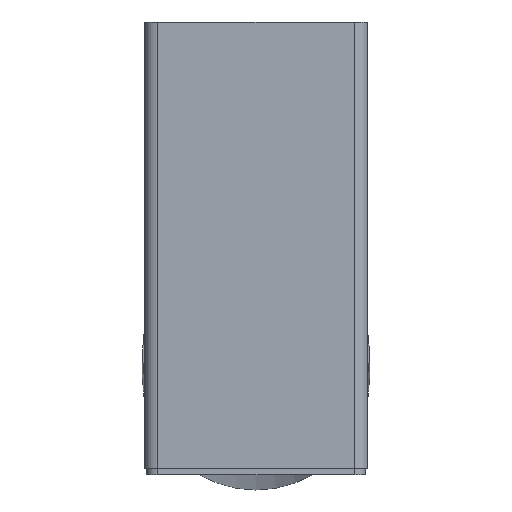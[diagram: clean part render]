
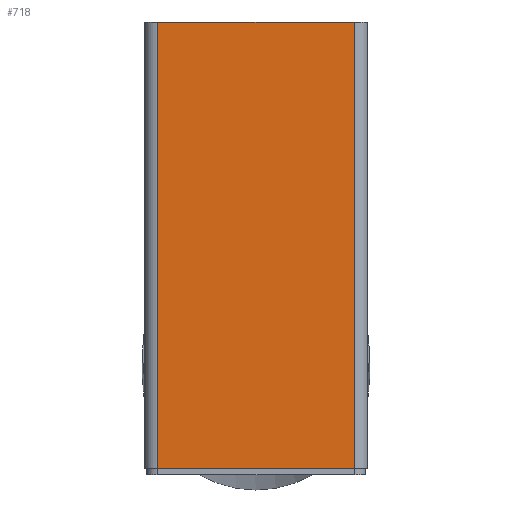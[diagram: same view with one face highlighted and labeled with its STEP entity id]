
A CAD part, front view. The second image highlights one B-rep face of the part: STEP entity #718.
In plain terms, the highlighted planar face has unit normal (0, -1, 0).
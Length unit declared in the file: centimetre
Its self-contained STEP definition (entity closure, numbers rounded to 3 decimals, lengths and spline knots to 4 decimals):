
#118=FACE_OUTER_BOUND('',#165,.T.);
#165=EDGE_LOOP('',(#498,#499,#500,#501));
#233=VERTEX_POINT('',#1484);
#236=VERTEX_POINT('',#1489);
#237=VERTEX_POINT('',#1493);
#238=VERTEX_POINT('',#1495);
#336=EDGE_CURVE('',#236,#233,#792,.T.);
#337=EDGE_CURVE('',#237,#233,#793,.T.);
#338=EDGE_CURVE('',#238,#236,#794,.T.);
#339=EDGE_CURVE('',#237,#238,#795,.T.);
#498=ORIENTED_EDGE('',*,*,#337,.T.);
#499=ORIENTED_EDGE('',*,*,#336,.F.);
#500=ORIENTED_EDGE('',*,*,#338,.F.);
#501=ORIENTED_EDGE('',*,*,#339,.F.);
#685=PLANE('',#955);
#718=ADVANCED_FACE('',(#118),#685,.T.);
#792=LINE('',#1491,#872);
#793=LINE('',#1494,#873);
#794=LINE('',#1496,#874);
#795=LINE('',#1497,#875);
#872=VECTOR('',#1116,1.);
#873=VECTOR('',#1119,1.);
#874=VECTOR('',#1120,1.);
#875=VECTOR('',#1121,1.);
#955=AXIS2_PLACEMENT_3D('',#1492,#1117,#1118);
#1116=DIRECTION('',(0.,0.,-1.));
#1117=DIRECTION('center_axis',(0.,-1.,0.));
#1118=DIRECTION('ref_axis',(0.,0.,-1.));
#1119=DIRECTION('',(1.,0.,0.));
#1120=DIRECTION('',(1.,0.,0.));
#1121=DIRECTION('',(0.,0.,1.));
#1484=CARTESIAN_POINT('',(44.,-50.,0.));
#1489=CARTESIAN_POINT('',(44.,-50.,200.));
#1491=CARTESIAN_POINT('',(44.,-50.,70.6904));
#1492=CARTESIAN_POINT('Origin',(0.,-50.,-5.8096));
#1493=CARTESIAN_POINT('',(-44.,-50.,0.));
#1494=CARTESIAN_POINT('',(-22.,-50.,0.));
#1495=CARTESIAN_POINT('',(-44.,-50.,200.));
#1496=CARTESIAN_POINT('',(-44.,-50.,200.));
#1497=CARTESIAN_POINT('',(-44.,-50.,195.6904));
